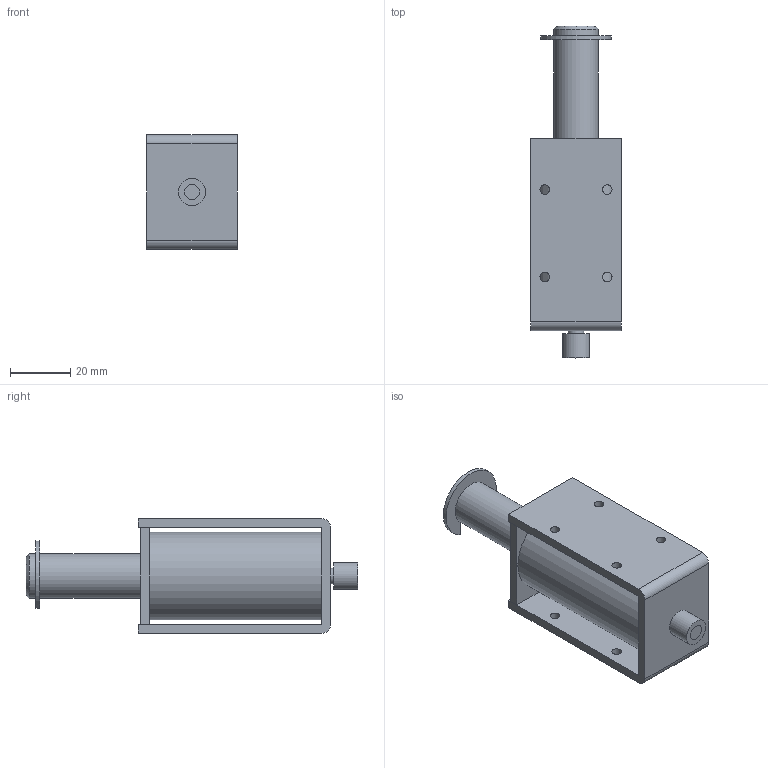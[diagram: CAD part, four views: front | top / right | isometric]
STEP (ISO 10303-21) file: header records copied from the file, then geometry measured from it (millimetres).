
FILE_DESCRIPTION(/* description */ (''),/* implementation_level */ '2;1');
FILE_NAME(/* name */ 'FTW-Solenoid-by-MeakerIV v3.step',/* time_stamp */ '2019-03-31T13:07:46-05:00',/* author */ ('timmy10150'),/* organization */ (''),/* preprocessor_version */ 'ST-DEVELOPER v17.2',/* originating_system */ 'Autodesk Translation Framework v7.6.0.251',/* authorisation */ '');
FILE_SCHEMA (('AUTOMOTIVE_DESIGN { 1 0 10303 214 3 1 1 }'));
Length unit declared in the file: millimetre
Products named in the file (7): FTW-Solenoid-by-MeakerIV; Frame Back Plate; Frame Plate; Magnet Body; Core; C-Ring; Nut/pusher
Assembly tree (6 placements, depth 3):
  FTW-Solenoid-by-MeakerIV
    Frame Back Plate
    Frame Plate
    Magnet Body
    Core
      C-Ring
    Nut/pusher
Bounding box: 29.97 x 110.42 x 38.1 mm (x, y, z)
Volume: 53303 mm3; surface area: 26213.4 mm2
Topology: 6 solids, 6 shells, 52 faces, 123 edges, 86 vertices
Faces by surface type: plane 29, cylinder 22, cone 1
Full cylindrical faces by diameter (mm): 3.175 x8, 5.08 x3, 9 x1, 13 x1, 14.859 x4, 29 x1
Entity records: 1828 total; most frequent: DIRECTION 313, CARTESIAN_POINT 275, ORIENTED_EDGE 246, AXIS2_PLACEMENT_3D 124, EDGE_CURVE 123, VERTEX_POINT 86, EDGE_LOOP 79, LINE 65
